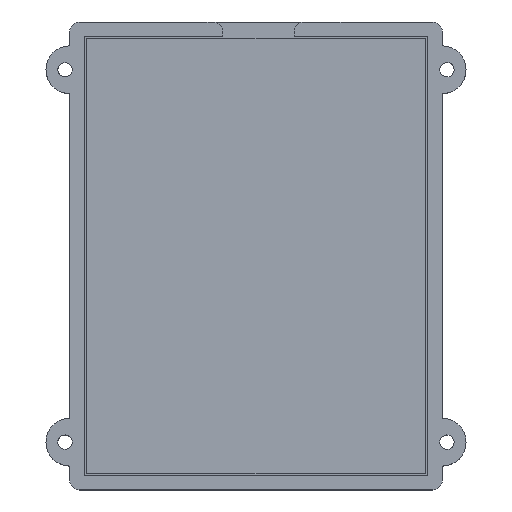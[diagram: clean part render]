
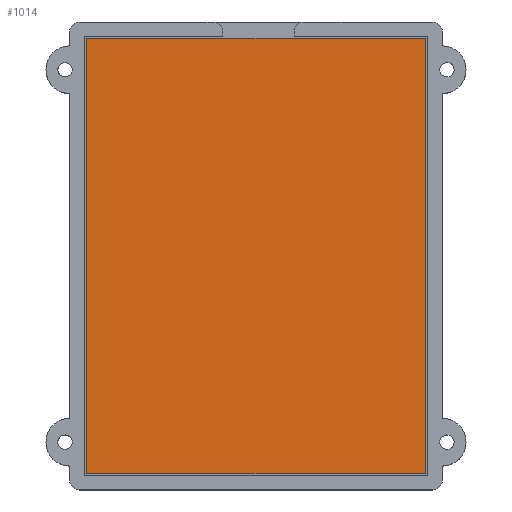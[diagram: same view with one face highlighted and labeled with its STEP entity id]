
A CAD part, top view. The second image highlights one B-rep face of the part: STEP entity #1014.
In plain terms, the highlighted planar face has unit normal (0, 0, 1).
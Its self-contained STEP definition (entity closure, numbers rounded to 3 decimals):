
#62=PLANE('',#1118);
#114=FACE_OUTER_BOUND('',#170,.T.);
#170=EDGE_LOOP('',(#943,#944,#945,#946));
#270=LINE('',#1682,#378);
#274=LINE('',#1691,#382);
#276=LINE('',#1695,#384);
#278=LINE('',#1698,#386);
#378=VECTOR('',#1389,10.);
#382=VECTOR('',#1397,10.);
#384=VECTOR('',#1401,10.);
#386=VECTOR('',#1405,10.);
#508=VERTEX_POINT('',#1676);
#510=VERTEX_POINT('',#1680);
#513=VERTEX_POINT('',#1690);
#514=VERTEX_POINT('',#1694);
#650=EDGE_CURVE('',#508,#510,#270,.T.);
#654=EDGE_CURVE('',#513,#508,#274,.T.);
#656=EDGE_CURVE('',#514,#513,#276,.T.);
#658=EDGE_CURVE('',#510,#514,#278,.T.);
#943=ORIENTED_EDGE('',*,*,#650,.T.);
#944=ORIENTED_EDGE('',*,*,#658,.T.);
#945=ORIENTED_EDGE('',*,*,#656,.T.);
#946=ORIENTED_EDGE('',*,*,#654,.T.);
#1014=ADVANCED_FACE('',(#114),#62,.T.);
#1118=AXIS2_PLACEMENT_3D('',#1699,#1406,#1407);
#1389=DIRECTION('',(1.,0.,0.));
#1397=DIRECTION('',(0.,-1.,0.));
#1401=DIRECTION('',(-1.,0.,0.));
#1405=DIRECTION('',(0.,1.,0.));
#1406=DIRECTION('center_axis',(0.,0.,1.));
#1407=DIRECTION('ref_axis',(1.,0.,0.));
#1676=CARTESIAN_POINT('',(9.5,9.5,9.));
#1680=CARTESIAN_POINT('',(80.5,9.5,9.));
#1682=CARTESIAN_POINT('',(27.,9.5,9.));
#1690=CARTESIAN_POINT('',(9.5,100.5,9.));
#1691=CARTESIAN_POINT('',(9.5,78.,9.));
#1694=CARTESIAN_POINT('',(80.5,100.5,9.));
#1695=CARTESIAN_POINT('',(63.,100.5,9.));
#1698=CARTESIAN_POINT('',(80.5,32.,9.));
#1699=CARTESIAN_POINT('Origin',(45.,55.,9.));
